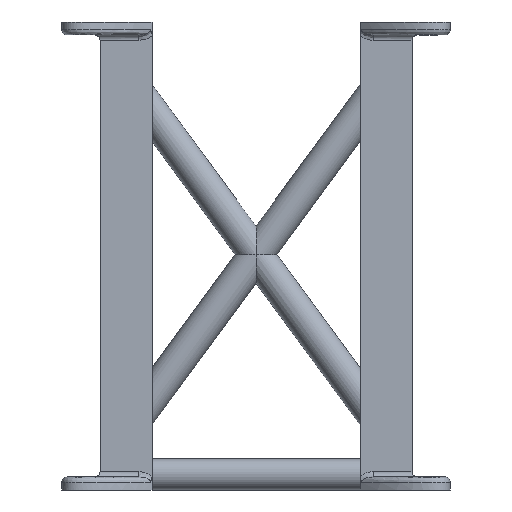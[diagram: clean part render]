
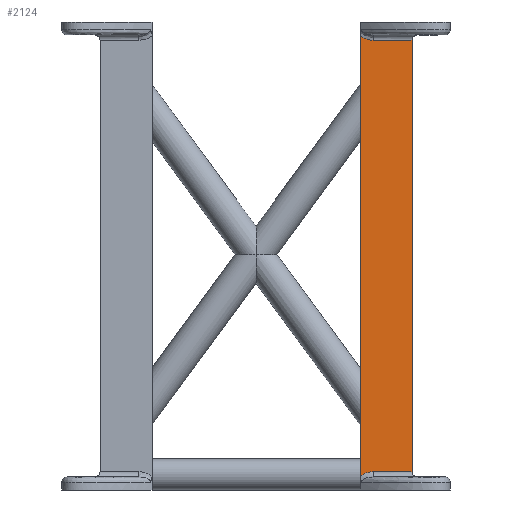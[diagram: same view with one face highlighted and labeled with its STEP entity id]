
A CAD part, front view. The second image highlights one B-rep face of the part: STEP entity #2124.
In plain terms, the highlighted planar face has unit normal (0, -1, 0).
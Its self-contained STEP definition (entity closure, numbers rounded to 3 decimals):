
#25=B_SPLINE_CURVE_WITH_KNOTS('',3,(#3288,#3289,#3290,#3291,#3292),
 .UNSPECIFIED.,.F.,.F.,(4,1,4),(0.113,0.169,0.393),
 .UNSPECIFIED.);
#31=B_SPLINE_CURVE_WITH_KNOTS('',3,(#3582,#3583,#3584,#3585,#3586),
 .UNSPECIFIED.,.F.,.F.,(4,1,4),(0.113,0.225,0.393),
 .UNSPECIFIED.);
#151=PLANE('',#2317);
#276=FACE_OUTER_BOUND('',#410,.T.);
#410=EDGE_LOOP('',(#1587,#1588,#1589,#1590,#1591,#1592));
#552=LINE('',#3152,#684);
#571=LINE('',#3295,#703);
#575=LINE('',#3579,#707);
#576=LINE('',#3581,#708);
#684=VECTOR('',#2570,10.);
#703=VECTOR('',#2671,10.);
#707=VECTOR('',#2685,10.);
#708=VECTOR('',#2686,10.);
#901=VERTEX_POINT('',#3149);
#902=VERTEX_POINT('',#3151);
#933=VERTEX_POINT('',#3286);
#934=VERTEX_POINT('',#3294);
#938=VERTEX_POINT('',#3578);
#939=VERTEX_POINT('',#3580);
#1114=EDGE_CURVE('',#902,#901,#552,.T.);
#1162=EDGE_CURVE('',#901,#933,#25,.T.);
#1163=EDGE_CURVE('',#934,#933,#571,.T.);
#1174=EDGE_CURVE('',#938,#934,#575,.T.);
#1175=EDGE_CURVE('',#939,#938,#576,.T.);
#1176=EDGE_CURVE('',#902,#939,#31,.T.);
#1587=ORIENTED_EDGE('',*,*,#1162,.T.);
#1588=ORIENTED_EDGE('',*,*,#1163,.F.);
#1589=ORIENTED_EDGE('',*,*,#1174,.F.);
#1590=ORIENTED_EDGE('',*,*,#1175,.F.);
#1591=ORIENTED_EDGE('',*,*,#1176,.F.);
#1592=ORIENTED_EDGE('',*,*,#1114,.T.);
#2124=ADVANCED_FACE('',(#276),#151,.T.);
#2317=AXIS2_PLACEMENT_3D('',#3577,#2683,#2684);
#2570=DIRECTION('',(0.,0.,-1.));
#2671=DIRECTION('',(-1.,0.,0.));
#2683=DIRECTION('center_axis',(0.,-1.,0.));
#2684=DIRECTION('ref_axis',(-1.,0.,0.));
#2685=DIRECTION('',(0.,0.,-1.));
#2686=DIRECTION('',(1.,0.,0.));
#3149=CARTESIAN_POINT('',(50.,0.,-87.469));
#3151=CARTESIAN_POINT('',(50.,0.,-2.531));
#3152=CARTESIAN_POINT('',(50.,0.,0.));
#3286=CARTESIAN_POINT('',(52.541,0.,-86.5));
#3288=CARTESIAN_POINT('Ctrl Pts',(50.,0.,
-87.469));
#3289=CARTESIAN_POINT('Ctrl Pts',(50.121,0.,
-87.331));
#3290=CARTESIAN_POINT('Ctrl Pts',(50.834,0.,
-86.707));
#3291=CARTESIAN_POINT('Ctrl Pts',(51.792,0.,
-86.5));
#3292=CARTESIAN_POINT('Ctrl Pts',(52.541,0.,
-86.5));
#3294=CARTESIAN_POINT('',(60.,0.,-86.5));
#3295=CARTESIAN_POINT('',(54.342,0.,-86.5));
#3577=CARTESIAN_POINT('Origin',(60.,0.,0.));
#3578=CARTESIAN_POINT('',(60.,0.,-3.5));
#3579=CARTESIAN_POINT('',(60.,0.,0.));
#3580=CARTESIAN_POINT('',(52.541,0.,-3.5));
#3581=CARTESIAN_POINT('',(59.342,0.,-3.5));
#3582=CARTESIAN_POINT('Ctrl Pts',(50.002,0.,
-2.529));
#3583=CARTESIAN_POINT('Ctrl Pts',(50.244,0.,
-2.811));
#3584=CARTESIAN_POINT('Ctrl Pts',(51.043,0.,
-3.335));
#3585=CARTESIAN_POINT('Ctrl Pts',(51.979,0.,
-3.5));
#3586=CARTESIAN_POINT('Ctrl Pts',(52.541,0.,
-3.5));
